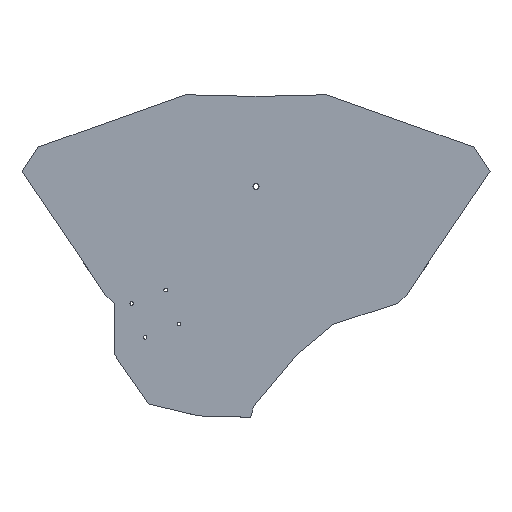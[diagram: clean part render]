
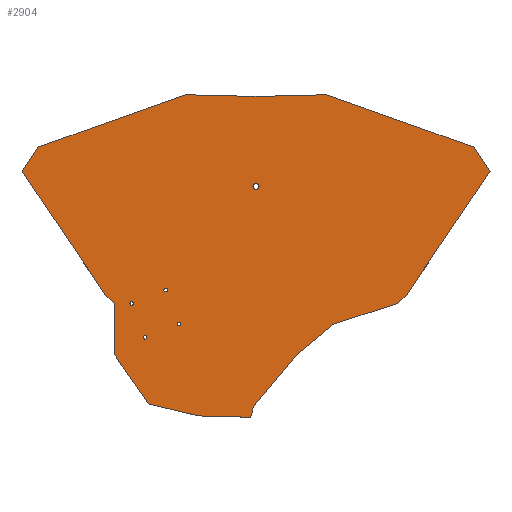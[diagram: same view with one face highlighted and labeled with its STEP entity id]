
A CAD part, top view. The second image highlights one B-rep face of the part: STEP entity #2904.
In plain terms, the highlighted planar face has unit normal (0, 0, 1).
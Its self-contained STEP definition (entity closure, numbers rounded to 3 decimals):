
#39=FACE_BOUND('',#433,.T.);
#40=FACE_BOUND('',#434,.T.);
#41=FACE_BOUND('',#435,.T.);
#42=FACE_BOUND('',#436,.T.);
#43=FACE_BOUND('',#437,.T.);
#71=CIRCLE('',#2992,1.05);
#74=CIRCLE('',#2999,1.05);
#77=CIRCLE('',#3005,1.05);
#80=CIRCLE('',#3011,1.05);
#94=CIRCLE('',#3124,1.75);
#251=FACE_OUTER_BOUND('',#432,.T.);
#432=EDGE_LOOP('',(#2455,#2456,#2457,#2458,#2459,#2460,#2461,#2462,#2463,
#2464,#2465,#2466,#2467,#2468,#2469,#2470,#2471,#2472));
#433=EDGE_LOOP('',(#2473));
#434=EDGE_LOOP('',(#2474));
#435=EDGE_LOOP('',(#2475));
#436=EDGE_LOOP('',(#2476));
#437=EDGE_LOOP('',(#2477));
#556=LINE('',#4221,#908);
#559=LINE('',#4226,#911);
#561=LINE('',#4230,#913);
#563=LINE('',#4235,#915);
#566=LINE('',#4240,#918);
#568=LINE('',#4244,#920);
#570=LINE('',#4248,#922);
#572=LINE('',#4251,#924);
#757=LINE('',#4622,#1109);
#775=LINE('',#4657,#1127);
#776=LINE('',#4659,#1128);
#777=LINE('',#4661,#1129);
#778=LINE('',#4662,#1130);
#779=LINE('',#4664,#1131);
#780=LINE('',#4666,#1132);
#781=LINE('',#4668,#1133);
#782=LINE('',#4670,#1134);
#783=LINE('',#4671,#1135);
#908=VECTOR('',#3468,10.);
#911=VECTOR('',#3473,10.);
#913=VECTOR('',#3477,10.);
#915=VECTOR('',#3481,10.);
#918=VECTOR('',#3486,10.);
#920=VECTOR('',#3490,10.);
#922=VECTOR('',#3494,10.);
#924=VECTOR('',#3498,10.);
#1109=VECTOR('',#3789,10.);
#1127=VECTOR('',#3821,10.);
#1128=VECTOR('',#3822,10.);
#1129=VECTOR('',#3823,10.);
#1130=VECTOR('',#3824,10.);
#1131=VECTOR('',#3825,10.);
#1132=VECTOR('',#3826,10.);
#1133=VECTOR('',#3827,10.);
#1134=VECTOR('',#3828,10.);
#1135=VECTOR('',#3829,10.);
#1222=VERTEX_POINT('',#4059);
#1225=VERTEX_POINT('',#4071);
#1228=VERTEX_POINT('',#4082);
#1231=VERTEX_POINT('',#4093);
#1266=VERTEX_POINT('',#4219);
#1267=VERTEX_POINT('',#4220);
#1268=VERTEX_POINT('',#4225);
#1269=VERTEX_POINT('',#4229);
#1270=VERTEX_POINT('',#4233);
#1271=VERTEX_POINT('',#4234);
#1272=VERTEX_POINT('',#4239);
#1273=VERTEX_POINT('',#4243);
#1274=VERTEX_POINT('',#4247);
#1406=VERTEX_POINT('',#4619);
#1407=VERTEX_POINT('',#4621);
#1417=VERTEX_POINT('',#4656);
#1418=VERTEX_POINT('',#4658);
#1419=VERTEX_POINT('',#4660);
#1420=VERTEX_POINT('',#4663);
#1421=VERTEX_POINT('',#4665);
#1422=VERTEX_POINT('',#4667);
#1423=VERTEX_POINT('',#4669);
#1424=VERTEX_POINT('',#4672);
#1501=EDGE_CURVE('',#1222,#1222,#71,.T.);
#1506=EDGE_CURVE('',#1225,#1225,#74,.T.);
#1511=EDGE_CURVE('',#1228,#1228,#77,.T.);
#1516=EDGE_CURVE('',#1231,#1231,#80,.T.);
#1574=EDGE_CURVE('',#1266,#1267,#556,.T.);
#1577=EDGE_CURVE('',#1267,#1268,#559,.T.);
#1579=EDGE_CURVE('',#1269,#1268,#561,.T.);
#1581=EDGE_CURVE('',#1270,#1271,#563,.T.);
#1584=EDGE_CURVE('',#1271,#1272,#566,.T.);
#1586=EDGE_CURVE('',#1273,#1272,#568,.T.);
#1588=EDGE_CURVE('',#1274,#1273,#570,.T.);
#1590=EDGE_CURVE('',#1274,#1266,#572,.T.);
#1775=EDGE_CURVE('',#1407,#1406,#757,.T.);
#1793=EDGE_CURVE('',#1269,#1417,#775,.T.);
#1794=EDGE_CURVE('',#1417,#1418,#776,.T.);
#1795=EDGE_CURVE('',#1418,#1419,#777,.T.);
#1796=EDGE_CURVE('',#1419,#1407,#778,.T.);
#1797=EDGE_CURVE('',#1406,#1420,#779,.T.);
#1798=EDGE_CURVE('',#1420,#1421,#780,.T.);
#1799=EDGE_CURVE('',#1421,#1422,#781,.T.);
#1800=EDGE_CURVE('',#1422,#1423,#782,.T.);
#1801=EDGE_CURVE('',#1423,#1270,#783,.T.);
#1802=EDGE_CURVE('',#1424,#1424,#94,.T.);
#2455=ORIENTED_EDGE('',*,*,#1793,.T.);
#2456=ORIENTED_EDGE('',*,*,#1794,.T.);
#2457=ORIENTED_EDGE('',*,*,#1795,.T.);
#2458=ORIENTED_EDGE('',*,*,#1796,.T.);
#2459=ORIENTED_EDGE('',*,*,#1775,.T.);
#2460=ORIENTED_EDGE('',*,*,#1797,.T.);
#2461=ORIENTED_EDGE('',*,*,#1798,.T.);
#2462=ORIENTED_EDGE('',*,*,#1799,.T.);
#2463=ORIENTED_EDGE('',*,*,#1800,.T.);
#2464=ORIENTED_EDGE('',*,*,#1801,.T.);
#2465=ORIENTED_EDGE('',*,*,#1581,.T.);
#2466=ORIENTED_EDGE('',*,*,#1584,.T.);
#2467=ORIENTED_EDGE('',*,*,#1586,.F.);
#2468=ORIENTED_EDGE('',*,*,#1588,.F.);
#2469=ORIENTED_EDGE('',*,*,#1590,.T.);
#2470=ORIENTED_EDGE('',*,*,#1574,.T.);
#2471=ORIENTED_EDGE('',*,*,#1577,.T.);
#2472=ORIENTED_EDGE('',*,*,#1579,.F.);
#2473=ORIENTED_EDGE('',*,*,#1506,.T.);
#2474=ORIENTED_EDGE('',*,*,#1511,.T.);
#2475=ORIENTED_EDGE('',*,*,#1516,.T.);
#2476=ORIENTED_EDGE('',*,*,#1501,.T.);
#2477=ORIENTED_EDGE('',*,*,#1802,.T.);
#2748=PLANE('',#3123);
#2904=ADVANCED_FACE('',(#251,#39,#40,#41,#42,#43),#2748,.T.);
#2992=AXIS2_PLACEMENT_3D('',#4061,#3288,#3289);
#2999=AXIS2_PLACEMENT_3D('',#4073,#3304,#3305);
#3005=AXIS2_PLACEMENT_3D('',#4084,#3318,#3319);
#3011=AXIS2_PLACEMENT_3D('',#4095,#3332,#3333);
#3123=AXIS2_PLACEMENT_3D('',#4655,#3819,#3820);
#3124=AXIS2_PLACEMENT_3D('',#4673,#3830,#3831);
#3288=DIRECTION('center_axis',(0.,0.,-1.));
#3289=DIRECTION('ref_axis',(1.,0.,0.));
#3304=DIRECTION('center_axis',(0.,0.,-1.));
#3305=DIRECTION('ref_axis',(1.,0.,0.));
#3318=DIRECTION('center_axis',(0.,0.,-1.));
#3319=DIRECTION('ref_axis',(1.,0.,0.));
#3332=DIRECTION('center_axis',(0.,0.,-1.));
#3333=DIRECTION('ref_axis',(1.,0.,0.));
#3468=DIRECTION('',(0.638,0.77,0.));
#3473=DIRECTION('',(0.769,0.639,0.));
#3477=DIRECTION('',(-0.951,-0.308,0.));
#3481=DIRECTION('',(0.,-1.,0.));
#3486=DIRECTION('',(0.574,-0.819,0.));
#3490=DIRECTION('',(-0.973,0.231,0.));
#3494=DIRECTION('',(-1.,0.026,0.));
#3498=DIRECTION('',(0.259,0.966,0.));
#3789=DIRECTION('',(-1.,-0.024,0.));
#3819=DIRECTION('center_axis',(0.,0.,1.));
#3820=DIRECTION('ref_axis',(1.,0.,0.));
#3821=DIRECTION('',(0.732,0.681,0.));
#3822=DIRECTION('',(0.56,0.829,0.));
#3823=DIRECTION('',(-0.549,0.836,0.));
#3824=DIRECTION('',(-0.942,0.335,0.));
#3825=DIRECTION('',(-1.,0.024,0.));
#3826=DIRECTION('',(-0.942,-0.335,0.));
#3827=DIRECTION('',(-0.549,-0.836,0.));
#3828=DIRECTION('',(0.56,-0.829,0.));
#3829=DIRECTION('',(0.732,-0.681,0.));
#3830=DIRECTION('center_axis',(0.,0.,-1.));
#3831=DIRECTION('ref_axis',(-1.,0.,0.));
#4059=CARTESIAN_POINT('',(-73.423,-16.64,3.));
#4061=CARTESIAN_POINT('Origin',(-72.373,-16.64,3.));
#4071=CARTESIAN_POINT('',(-53.671,-8.857,3.));
#4073=CARTESIAN_POINT('Origin',(-52.621,-8.857,3.));
#4082=CARTESIAN_POINT('',(-65.639,-36.392,3.));
#4084=CARTESIAN_POINT('Origin',(-64.589,-36.392,3.));
#4093=CARTESIAN_POINT('',(-45.888,-28.609,3.));
#4095=CARTESIAN_POINT('Origin',(-44.838,-28.609,3.));
#4219=CARTESIAN_POINT('',(-1.515,-76.887,3.));
#4220=CARTESIAN_POINT('',(23.501,-46.733,3.));
#4221=CARTESIAN_POINT('',(-1.515,-76.887,3.));
#4225=CARTESIAN_POINT('',(45.282,-28.652,3.));
#4226=CARTESIAN_POINT('',(1.72,-64.813,3.));
#4229=CARTESIAN_POINT('',(82.373,-16.64,3.));
#4230=CARTESIAN_POINT('',(82.373,-16.64,3.));
#4233=CARTESIAN_POINT('',(-82.373,-16.64,3.));
#4234=CARTESIAN_POINT('',(-82.373,-46.64,3.));
#4235=CARTESIAN_POINT('',(-82.373,-16.64,3.));
#4239=CARTESIAN_POINT('',(-62.298,-75.31,3.));
#4240=CARTESIAN_POINT('',(-82.373,-46.64,3.));
#4243=CARTESIAN_POINT('',(-33.524,-82.136,3.));
#4244=CARTESIAN_POINT('',(-33.524,-82.136,3.));
#4247=CARTESIAN_POINT('',(-3.133,-82.924,3.));
#4248=CARTESIAN_POINT('',(-3.133,-82.924,3.));
#4251=CARTESIAN_POINT('',(-4.75,-88.961,3.));
#4619=CARTESIAN_POINT('',(0.,104.,3.));
#4621=CARTESIAN_POINT('',(41.052,105.,3.));
#4622=CARTESIAN_POINT('',(0.,104.,3.));
#4655=CARTESIAN_POINT('Origin',(0.,43.68,3.));
#4656=CARTESIAN_POINT('',(87.601,-11.78,3.));
#4657=CARTESIAN_POINT('',(87.601,-11.78,3.));
#4658=CARTESIAN_POINT('',(136.344,60.351,3.));
#4659=CARTESIAN_POINT('',(136.344,60.351,3.));
#4660=CARTESIAN_POINT('',(127.118,74.415,3.));
#4661=CARTESIAN_POINT('',(127.118,74.415,3.));
#4662=CARTESIAN_POINT('',(41.052,105.,3.));
#4663=CARTESIAN_POINT('',(-41.052,105.,3.));
#4664=CARTESIAN_POINT('',(0.,104.,3.));
#4665=CARTESIAN_POINT('',(-127.118,74.415,3.));
#4666=CARTESIAN_POINT('',(-41.052,105.,3.));
#4667=CARTESIAN_POINT('',(-136.344,60.351,3.));
#4668=CARTESIAN_POINT('',(-127.118,74.415,3.));
#4669=CARTESIAN_POINT('',(-87.601,-11.78,3.));
#4670=CARTESIAN_POINT('',(-136.344,60.351,3.));
#4671=CARTESIAN_POINT('',(-87.601,-11.78,3.));
#4672=CARTESIAN_POINT('',(1.75,51.5,3.));
#4673=CARTESIAN_POINT('Origin',(0.,51.5,3.));
